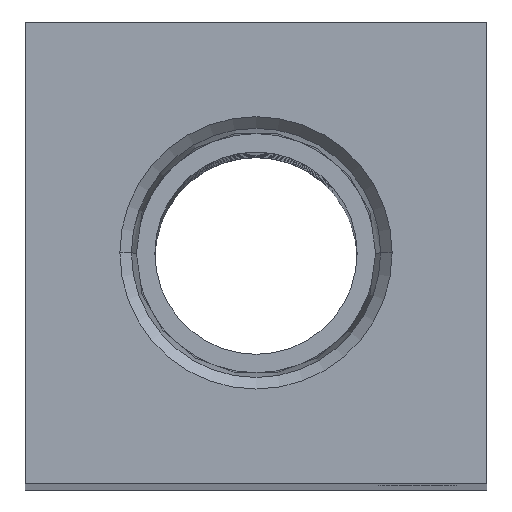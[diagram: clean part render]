
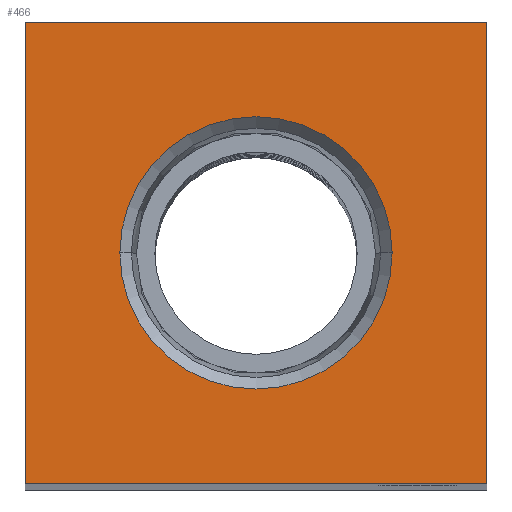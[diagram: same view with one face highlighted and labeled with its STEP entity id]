
A CAD part, top view. The second image highlights one B-rep face of the part: STEP entity #466.
In plain terms, the highlighted planar face has unit normal (0, 0, 1).
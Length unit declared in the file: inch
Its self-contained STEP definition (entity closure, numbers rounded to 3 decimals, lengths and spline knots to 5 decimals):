
#3 = ORIENTED_EDGE ( 'NONE', *, *, #1337, .T. ) ;
#20 = DIRECTION ( 'NONE',  ( 1., 0., 0. ) ) ;
#40 = CARTESIAN_POINT ( 'NONE',  ( -0.5, -0.5, 3.875 ) ) ;
#51 = VECTOR ( 'NONE', #831, 39.37008 ) ;
#74 = CARTESIAN_POINT ( 'NONE',  ( 0.5, 0.5, 3.875 ) ) ;
#90 = VERTEX_POINT ( 'NONE', #2009 ) ;
#107 = CARTESIAN_POINT ( 'NONE',  ( -0.5, -0.5, 3.875 ) ) ;
#170 = LINE ( 'NONE', #1263, #51 ) ;
#174 = ORIENTED_EDGE ( 'NONE', *, *, #1614, .T. ) ;
#235 = CIRCLE ( 'NONE', #887, 0.29487 ) ;
#326 = EDGE_CURVE ( 'NONE', #1308, #1871, #1812, .T. ) ;
#382 = CARTESIAN_POINT ( 'NONE',  ( 0., 0., 3.875 ) ) ;
#397 = PLANE ( 'NONE',  #1350 ) ;
#415 = LINE ( 'NONE', #456, #2423 ) ;
#456 = CARTESIAN_POINT ( 'NONE',  ( 0.5, -0.5, 3.875 ) ) ;
#466 = ADVANCED_FACE ( 'NONE', ( #2089, #2029 ), #397, .T. ) ;
#499 = VECTOR ( 'NONE', #632, 39.37008 ) ;
#546 = VERTEX_POINT ( 'NONE', #107 ) ;
#596 = VECTOR ( 'NONE', #690, 39.37008 ) ;
#632 = DIRECTION ( 'NONE',  ( 0., -1., 0. ) ) ;
#690 = DIRECTION ( 'NONE',  ( -1., 0., 0. ) ) ;
#691 = CARTESIAN_POINT ( 'NONE',  ( 0.5, 0.5, 3.875 ) ) ;
#727 = VERTEX_POINT ( 'NONE', #2209 ) ;
#831 = DIRECTION ( 'NONE',  ( 0., 1., 0. ) ) ;
#887 = AXIS2_PLACEMENT_3D ( 'NONE', #1070, #1064, #1012 ) ;
#929 = EDGE_LOOP ( 'NONE', ( #1941, #2127 ) ) ;
#1012 = DIRECTION ( 'NONE',  ( 1., 0., 0. ) ) ;
#1046 = LINE ( 'NONE', #40, #499 ) ;
#1064 = DIRECTION ( 'NONE',  ( 0., 0., 1. ) ) ;
#1070 = CARTESIAN_POINT ( 'NONE',  ( 0., 0., 3.875 ) ) ;
#1230 = EDGE_CURVE ( 'NONE', #727, #2062, #235, .T. ) ;
#1263 = CARTESIAN_POINT ( 'NONE',  ( 0.5, -0.5, 3.875 ) ) ;
#1308 = VERTEX_POINT ( 'NONE', #74 ) ;
#1327 = DIRECTION ( 'NONE',  ( 1., 0., 0. ) ) ;
#1332 = DIRECTION ( 'NONE',  ( 0., 0., 1. ) ) ;
#1337 = EDGE_CURVE ( 'NONE', #90, #1308, #170, .T. ) ;
#1348 = ORIENTED_EDGE ( 'NONE', *, *, #1879, .T. ) ;
#1350 = AXIS2_PLACEMENT_3D ( 'NONE', #382, #1332, #1327 ) ;
#1382 = EDGE_CURVE ( 'NONE', #2062, #727, #2509, .T. ) ;
#1507 = CARTESIAN_POINT ( 'NONE',  ( 0.29487, 0., 3.875 ) ) ;
#1603 = DIRECTION ( 'NONE',  ( 1., 0., 0. ) ) ;
#1614 = EDGE_CURVE ( 'NONE', #546, #90, #415, .T. ) ;
#1636 = CARTESIAN_POINT ( 'NONE',  ( -0.5, 0.5, 3.875 ) ) ;
#1647 = DIRECTION ( 'NONE',  ( 0., 0., 1. ) ) ;
#1665 = CARTESIAN_POINT ( 'NONE',  ( 0., 0., 3.875 ) ) ;
#1812 = LINE ( 'NONE', #691, #596 ) ;
#1871 = VERTEX_POINT ( 'NONE', #1636 ) ;
#1879 = EDGE_CURVE ( 'NONE', #1871, #546, #1046, .T. ) ;
#1909 = EDGE_LOOP ( 'NONE', ( #1348, #174, #3, #2118 ) ) ;
#1941 = ORIENTED_EDGE ( 'NONE', *, *, #1382, .F. ) ;
#2009 = CARTESIAN_POINT ( 'NONE',  ( 0.5, -0.5, 3.875 ) ) ;
#2029 = FACE_OUTER_BOUND ( 'NONE', #1909, .T. ) ;
#2062 = VERTEX_POINT ( 'NONE', #1507 ) ;
#2089 = FACE_BOUND ( 'NONE', #929, .T. ) ;
#2118 = ORIENTED_EDGE ( 'NONE', *, *, #326, .T. ) ;
#2127 = ORIENTED_EDGE ( 'NONE', *, *, #1230, .F. ) ;
#2209 = CARTESIAN_POINT ( 'NONE',  ( -0.29487, 0., 3.875 ) ) ;
#2328 = AXIS2_PLACEMENT_3D ( 'NONE', #1665, #1647, #1603 ) ;
#2423 = VECTOR ( 'NONE', #20, 39.37008 ) ;
#2509 = CIRCLE ( 'NONE', #2328, 0.29487 ) ;
